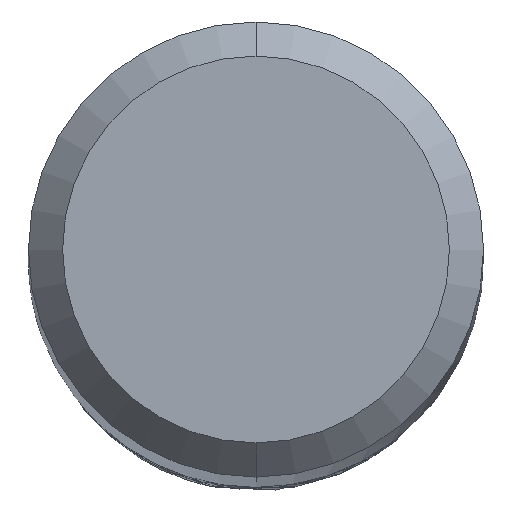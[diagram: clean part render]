
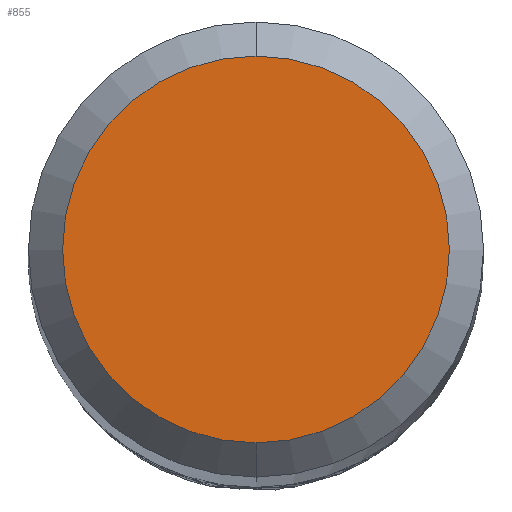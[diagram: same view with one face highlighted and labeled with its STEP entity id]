
A CAD part, top view. The second image highlights one B-rep face of the part: STEP entity #855.
In plain terms, the highlighted planar face has unit normal (0, 0, 1).
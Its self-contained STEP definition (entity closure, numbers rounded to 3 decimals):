
#635=VERTEX_POINT('',#1343);
#775=EDGE_CURVE('',#791,#635,#1493,.T.);
#791=VERTEX_POINT('',#1510);
#835=EDGE_CURVE('',#635,#791,#1556,.T.);
#855=ADVANCED_FACE('',(#1580),#1581,.T.);
#1343=CARTESIAN_POINT('',(0.0,1.7,0.0));
#1493=CIRCLE('',#6313,1.7);
#1510=CARTESIAN_POINT('',(0.,-1.7,0.0));
#1556=CIRCLE('',#7845,1.7);
#1580=FACE_OUTER_BOUND('',#7930,.T.);
#1581=PLANE('',#7931);
#6313=AXIS2_PLACEMENT_3D('',#10898,#10899,#10900);
#7845=AXIS2_PLACEMENT_3D('',#10953,#10954,#10955);
#7930=EDGE_LOOP('',(#10991,#10992));
#7931=AXIS2_PLACEMENT_3D('',#10993,#10994,#10995);
#10898=CARTESIAN_POINT('',(0.0,0.0,0.0));
#10899=DIRECTION('',(0.0,0.0,-1.0));
#10900=DIRECTION('',(0.0,1.0,0.0));
#10953=CARTESIAN_POINT('',(0.0,0.0,0.0));
#10954=DIRECTION('',(0.0,0.0,-1.0));
#10955=DIRECTION('',(0.0,1.0,0.0));
#10991=ORIENTED_EDGE('',*,*,#835,.F.);
#10992=ORIENTED_EDGE('',*,*,#775,.F.);
#10993=CARTESIAN_POINT('',(0.0,0.85,0.0));
#10994=DIRECTION('',(-0.0,0.0,1.0));
#10995=DIRECTION('',(0.0,-1.0,0.0));
